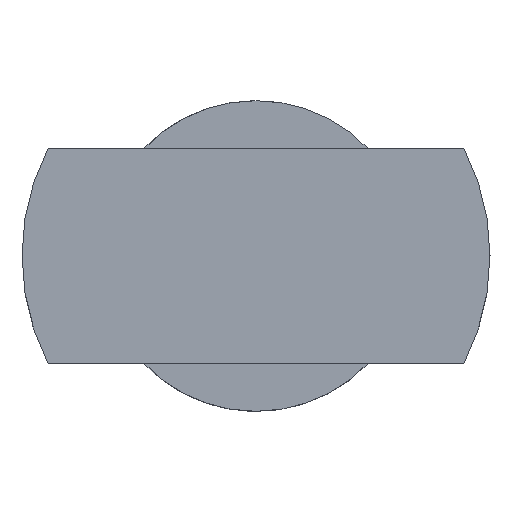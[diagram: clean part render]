
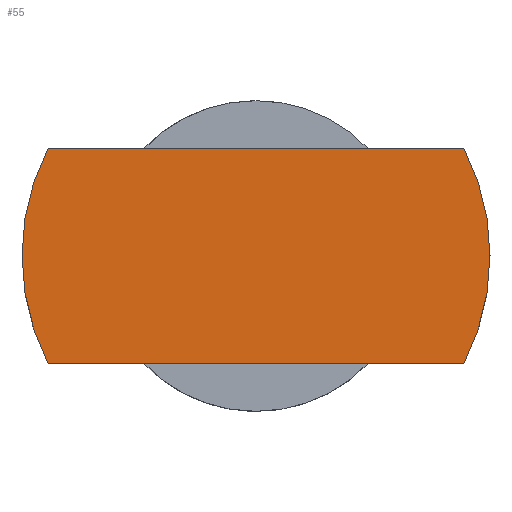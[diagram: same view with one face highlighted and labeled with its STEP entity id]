
A CAD part, top view. The second image highlights one B-rep face of the part: STEP entity #55.
In plain terms, the highlighted planar face has unit normal (0, 0, 1).
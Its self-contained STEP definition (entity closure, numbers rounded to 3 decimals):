
#55=ADVANCED_FACE('',(#74),#66,.T.);
#66=PLANE('',#297);
#74=FACE_OUTER_BOUND('',#92,.T.);
#92=EDGE_LOOP('',(#151,#152,#153,#154));
#105=LINE('',#425,#121);
#106=LINE('',#429,#122);
#121=VECTOR('',#352,1.);
#122=VECTOR('',#355,1.);
#151=ORIENTED_EDGE('',*,*,#221,.T.);
#152=ORIENTED_EDGE('',*,*,#222,.T.);
#153=ORIENTED_EDGE('',*,*,#223,.T.);
#154=ORIENTED_EDGE('',*,*,#224,.F.);
#199=VERTEX_POINT('',#423);
#200=VERTEX_POINT('',#424);
#201=VERTEX_POINT('',#426);
#202=VERTEX_POINT('',#428);
#221=EDGE_CURVE('',#199,#200,#243,.T.);
#222=EDGE_CURVE('',#200,#201,#105,.T.);
#223=EDGE_CURVE('',#201,#202,#244,.T.);
#224=EDGE_CURVE('',#199,#202,#106,.T.);
#243=CIRCLE('',#295,48.975);
#244=CIRCLE('',#296,48.975);
#295=AXIS2_PLACEMENT_3D('',#422,#350,#351);
#296=AXIS2_PLACEMENT_3D('',#427,#353,#354);
#297=AXIS2_PLACEMENT_3D('',#430,#356,#357);
#350=DIRECTION('',(0.,0.,1.));
#351=DIRECTION('',(1.,0.,0.));
#352=DIRECTION('',(1.,0.,0.));
#353=DIRECTION('',(0.,0.,1.));
#354=DIRECTION('',(1.,0.,0.));
#355=DIRECTION('',(1.,0.,0.));
#356=DIRECTION('',(0.,0.,1.));
#357=DIRECTION('',(1.,0.,0.));
#422=CARTESIAN_POINT('',(0.,0.,0.));
#423=CARTESIAN_POINT('',(-43.516,22.47,0.));
#424=CARTESIAN_POINT('',(-43.516,-22.47,0.));
#425=CARTESIAN_POINT('',(-50.,-22.47,0.));
#426=CARTESIAN_POINT('',(43.516,-22.47,0.));
#427=CARTESIAN_POINT('',(0.,0.,0.));
#428=CARTESIAN_POINT('',(43.516,22.47,0.));
#429=CARTESIAN_POINT('',(-8.5,22.47,0.));
#430=CARTESIAN_POINT('',(-8.5,0.,0.));
